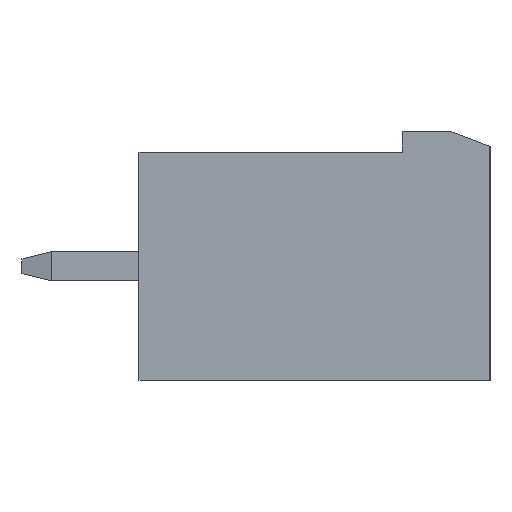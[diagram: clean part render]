
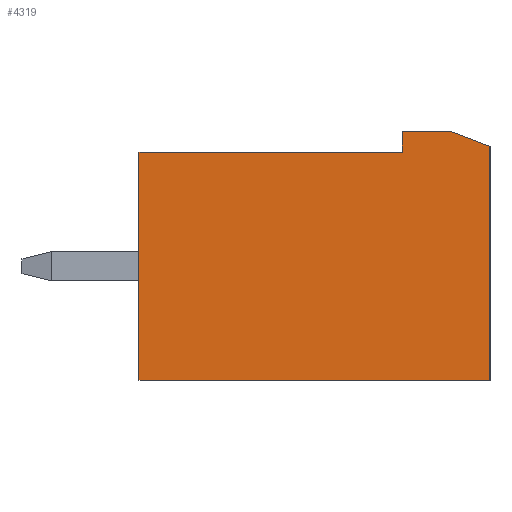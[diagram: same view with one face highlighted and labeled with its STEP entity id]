
A CAD part, left-side view. The second image highlights one B-rep face of the part: STEP entity #4319.
In plain terms, the highlighted planar face has unit normal (-1, 0, 0).
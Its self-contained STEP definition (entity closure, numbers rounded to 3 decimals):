
#16=DIRECTION('',(0.,1.,0.));
#17=VECTOR('',#16,12.);
#18=CARTESIAN_POINT('',(-1.,0.,-3.9));
#19=LINE('',#18,#17);
#20=DIRECTION('',(0.,0.,1.));
#21=VECTOR('',#20,7.8);
#22=CARTESIAN_POINT('',(-1.,12.,-3.9));
#23=LINE('',#22,#21);
#24=DIRECTION('',(0.,1.,0.));
#25=VECTOR('',#24,9.);
#26=CARTESIAN_POINT('',(-1.,3.,3.9));
#27=LINE('',#26,#25);
#28=DIRECTION('',(0.,0.,-1.));
#29=VECTOR('',#28,0.7);
#30=CARTESIAN_POINT('',(-1.,3.,4.6));
#31=LINE('',#30,#29);
#32=DIRECTION('',(0.,-1.,0.));
#33=VECTOR('',#32,1.7);
#34=CARTESIAN_POINT('',(-1.,3.,4.6));
#35=LINE('',#34,#33);
#36=DIRECTION('',(0.,0.933,0.359));
#37=VECTOR('',#36,1.393);
#38=CARTESIAN_POINT('',(-1.,0.,4.1));
#39=LINE('',#38,#37);
#40=DIRECTION('',(0.,0.,-1.));
#41=VECTOR('',#40,8.);
#42=CARTESIAN_POINT('',(-1.,0.,4.1));
#43=LINE('',#42,#41);
#4284=CARTESIAN_POINT('',(-1.,0.,-3.9));
#4285=CARTESIAN_POINT('',(-1.,12.,-3.9));
#4286=VERTEX_POINT('',#4284);
#4287=VERTEX_POINT('',#4285);
#4288=CARTESIAN_POINT('',(-1.,12.,3.9));
#4289=VERTEX_POINT('',#4288);
#4290=CARTESIAN_POINT('',(-1.,3.,4.6));
#4291=CARTESIAN_POINT('',(-1.,1.3,4.6));
#4292=VERTEX_POINT('',#4290);
#4293=VERTEX_POINT('',#4291);
#4294=CARTESIAN_POINT('',(-1.,0.,4.1));
#4295=VERTEX_POINT('',#4294);
#4296=CARTESIAN_POINT('',(-1.,3.,3.9));
#4297=VERTEX_POINT('',#4296);
#4298=CARTESIAN_POINT('',(-1.,16.849,-12.15));
#4299=DIRECTION('',(-1.,0.,0.));
#4300=DIRECTION('',(0.,-1.,0.));
#4301=AXIS2_PLACEMENT_3D('',#4298,#4299,#4300);
#4302=PLANE('',#4301);
#4304=ORIENTED_EDGE('',*,*,#4303,.T.);
#4306=ORIENTED_EDGE('',*,*,#4305,.T.);
#4308=ORIENTED_EDGE('',*,*,#4307,.F.);
#4310=ORIENTED_EDGE('',*,*,#4309,.F.);
#4312=ORIENTED_EDGE('',*,*,#4311,.T.);
#4314=ORIENTED_EDGE('',*,*,#4313,.F.);
#4316=ORIENTED_EDGE('',*,*,#4315,.T.);
#4317=EDGE_LOOP('',(#4304,#4306,#4308,#4310,#4312,#4314,#4316));
#4318=FACE_OUTER_BOUND('',#4317,.F.);
#4319=ADVANCED_FACE('',(#4318),#4302,.T.);
#4303=EDGE_CURVE('',#4286,#4287,#19,.T.);
#4305=EDGE_CURVE('',#4287,#4289,#23,.T.);
#4307=EDGE_CURVE('',#4297,#4289,#27,.T.);
#4309=EDGE_CURVE('',#4292,#4297,#31,.T.);
#4311=EDGE_CURVE('',#4292,#4293,#35,.T.);
#4313=EDGE_CURVE('',#4295,#4293,#39,.T.);
#4315=EDGE_CURVE('',#4295,#4286,#43,.T.);
